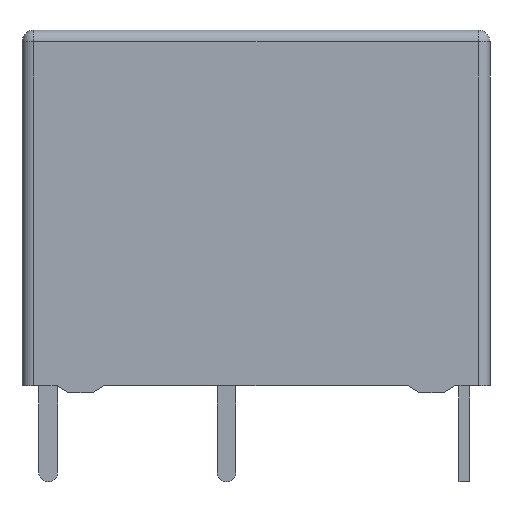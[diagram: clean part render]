
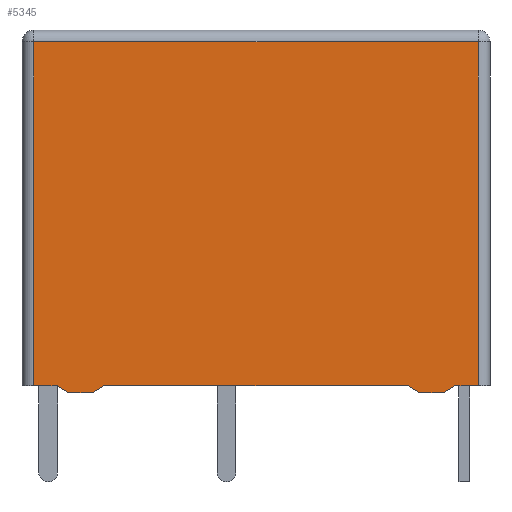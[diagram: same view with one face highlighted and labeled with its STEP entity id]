
A CAD part, front view. The second image highlights one B-rep face of the part: STEP entity #5345.
In plain terms, the highlighted planar face has unit normal (0, -1, 0).
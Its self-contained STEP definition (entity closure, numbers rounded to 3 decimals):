
#438=FACE_OUTER_BOUND('',#767,.T.);
#767=EDGE_LOOP('',(#3736,#3737,#3738,#3739,#3740,#3741,#3742,#3743,#3744,
#3745,#3746,#3747));
#1111=LINE('',#7342,#1706);
#1118=LINE('',#7361,#1713);
#1125=LINE('',#7379,#1720);
#1130=LINE('',#7407,#1725);
#1134=LINE('',#7419,#1729);
#1135=LINE('',#7421,#1730);
#1136=LINE('',#7423,#1731);
#1137=LINE('',#7425,#1732);
#1138=LINE('',#7426,#1733);
#1139=LINE('',#7428,#1734);
#1140=LINE('',#7430,#1735);
#1141=LINE('',#7431,#1736);
#1706=VECTOR('',#6134,1.);
#1713=VECTOR('',#6147,13.);
#1720=VECTOR('',#6160,1.);
#1725=VECTOR('',#6195,19.);
#1729=VECTOR('',#6215,14.7);
#1730=VECTOR('',#6218,14.7);
#1731=VECTOR('',#6219,0.583);
#1732=VECTOR('',#6220,1.);
#1733=VECTOR('',#6221,0.583);
#1734=VECTOR('',#6222,0.583);
#1735=VECTOR('',#6223,1.);
#1736=VECTOR('',#6224,0.583);
#2291=VERTEX_POINT('',#7339);
#2292=VERTEX_POINT('',#7341);
#2300=VERTEX_POINT('',#7358);
#2301=VERTEX_POINT('',#7360);
#2308=VERTEX_POINT('',#7376);
#2309=VERTEX_POINT('',#7378);
#2316=VERTEX_POINT('',#7404);
#2317=VERTEX_POINT('',#7406);
#2318=VERTEX_POINT('',#7422);
#2319=VERTEX_POINT('',#7424);
#2320=VERTEX_POINT('',#7427);
#2321=VERTEX_POINT('',#7429);
#2829=EDGE_CURVE('',#2291,#2292,#1111,.T.);
#2838=EDGE_CURVE('',#2300,#2301,#1118,.T.);
#2847=EDGE_CURVE('',#2308,#2309,#1125,.T.);
#2861=EDGE_CURVE('',#2316,#2317,#1130,.T.);
#2868=EDGE_CURVE('',#2308,#2317,#1134,.T.);
#2869=EDGE_CURVE('',#2316,#2292,#1135,.T.);
#2870=EDGE_CURVE('',#2318,#2291,#1136,.T.);
#2871=EDGE_CURVE('',#2319,#2318,#1137,.T.);
#2872=EDGE_CURVE('',#2301,#2319,#1138,.T.);
#2873=EDGE_CURVE('',#2320,#2300,#1139,.T.);
#2874=EDGE_CURVE('',#2321,#2320,#1140,.T.);
#2875=EDGE_CURVE('',#2309,#2321,#1141,.T.);
#3736=ORIENTED_EDGE('',*,*,#2861,.F.);
#3737=ORIENTED_EDGE('',*,*,#2869,.T.);
#3738=ORIENTED_EDGE('',*,*,#2829,.F.);
#3739=ORIENTED_EDGE('',*,*,#2870,.F.);
#3740=ORIENTED_EDGE('',*,*,#2871,.F.);
#3741=ORIENTED_EDGE('',*,*,#2872,.F.);
#3742=ORIENTED_EDGE('',*,*,#2838,.F.);
#3743=ORIENTED_EDGE('',*,*,#2873,.F.);
#3744=ORIENTED_EDGE('',*,*,#2874,.F.);
#3745=ORIENTED_EDGE('',*,*,#2875,.F.);
#3746=ORIENTED_EDGE('',*,*,#2847,.F.);
#3747=ORIENTED_EDGE('',*,*,#2868,.T.);
#5102=PLANE('',#5723);
#5345=ADVANCED_FACE('',(#438),#5102,.F.);
#5723=AXIS2_PLACEMENT_3D('',#7420,#6216,#6217);
#6134=DIRECTION('',(1.,0.,0.));
#6147=DIRECTION('',(1.,0.,0.));
#6160=DIRECTION('',(1.,0.,0.));
#6195=DIRECTION('',(-1.,0.,0.));
#6215=DIRECTION('',(0.,0.,-1.));
#6216=DIRECTION('center_axis',(0.,1.,0.));
#6217=DIRECTION('ref_axis',(-1.,0.,0.));
#6218=DIRECTION('',(0.,0.,1.));
#6219=DIRECTION('',(0.857,0.,-0.514));
#6220=DIRECTION('',(1.,0.,0.));
#6221=DIRECTION('',(0.857,0.,0.514));
#6222=DIRECTION('',(0.857,0.,-0.514));
#6223=DIRECTION('',(1.,0.,0.));
#6224=DIRECTION('',(0.857,0.,0.514));
#7339=CARTESIAN_POINT('',(8.5,-5.,0.));
#7341=CARTESIAN_POINT('',(9.5,-5.,0.));
#7342=CARTESIAN_POINT('',(8.5,-5.,0.));
#7358=CARTESIAN_POINT('',(-6.5,-5.,0.));
#7360=CARTESIAN_POINT('',(6.5,-5.,0.));
#7361=CARTESIAN_POINT('',(-6.5,-5.,0.));
#7376=CARTESIAN_POINT('',(-9.5,-5.,0.));
#7378=CARTESIAN_POINT('',(-8.5,-5.,0.));
#7379=CARTESIAN_POINT('',(-9.5,-5.,0.));
#7404=CARTESIAN_POINT('',(9.5,-5.,-14.7));
#7406=CARTESIAN_POINT('',(-9.5,-5.,-14.7));
#7407=CARTESIAN_POINT('',(5.,-5.,-14.7));
#7419=CARTESIAN_POINT('',(-9.5,-5.,0.));
#7420=CARTESIAN_POINT('Origin',(0.,-5.,0.));
#7421=CARTESIAN_POINT('',(9.5,-5.,-14.4));
#7422=CARTESIAN_POINT('',(8.,-5.,0.3));
#7423=CARTESIAN_POINT('',(8.,-5.,0.3));
#7424=CARTESIAN_POINT('',(7.,-5.,0.3));
#7425=CARTESIAN_POINT('',(7.,-5.,0.3));
#7426=CARTESIAN_POINT('',(6.5,-5.,0.));
#7427=CARTESIAN_POINT('',(-7.,-5.,0.3));
#7428=CARTESIAN_POINT('',(-7.,-5.,0.3));
#7429=CARTESIAN_POINT('',(-8.,-5.,0.3));
#7430=CARTESIAN_POINT('',(-8.,-5.,0.3));
#7431=CARTESIAN_POINT('',(-8.5,-5.,0.));
